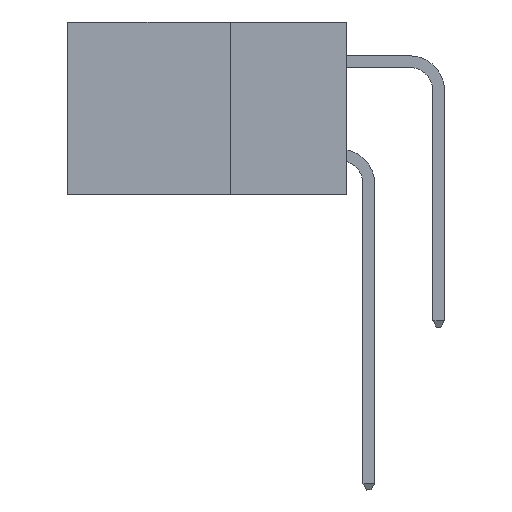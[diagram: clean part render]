
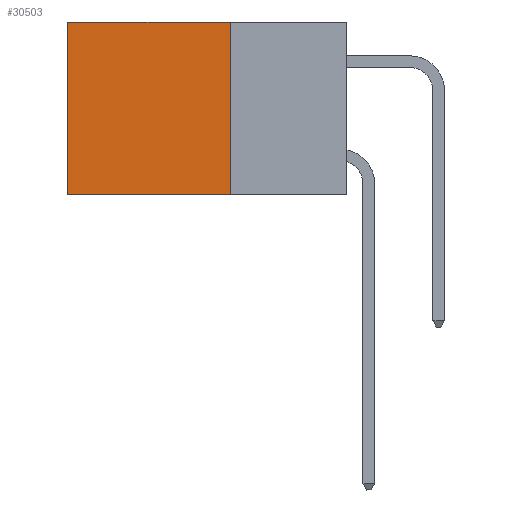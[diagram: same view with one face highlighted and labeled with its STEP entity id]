
A CAD part, left-side view. The second image highlights one B-rep face of the part: STEP entity #30503.
In plain terms, the highlighted planar face has unit normal (-1, 0, 0).
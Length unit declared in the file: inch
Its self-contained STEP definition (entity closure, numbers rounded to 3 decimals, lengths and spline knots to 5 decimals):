
#30 = EDGE_CURVE ( 'NONE', #21118, #27261, #3888, .T. ) ;
#137 = DIRECTION ( 'NONE',  ( 0., 0., -1. ) ) ;
#524 = VECTOR ( 'NONE', #17595, 39.37008 ) ;
#547 = VECTOR ( 'NONE', #22414, 39.37008 ) ;
#2233 = VECTOR ( 'NONE', #24637, 39.37008 ) ;
#2608 = ORIENTED_EDGE ( 'NONE', *, *, #33829, .T. ) ;
#3109 = PLANE ( 'NONE',  #13011 ) ;
#3888 = LINE ( 'NONE', #15941, #547 ) ;
#4738 = CARTESIAN_POINT ( 'NONE',  ( 0.2875, 0.25, -0.37 ) ) ;
#6203 = ORIENTED_EDGE ( 'NONE', *, *, #12514, .F. ) ;
#6587 = VERTEX_POINT ( 'NONE', #7902 ) ;
#7334 = CARTESIAN_POINT ( 'NONE',  ( 0.2875, 0.6, -0.37 ) ) ;
#7902 = CARTESIAN_POINT ( 'NONE',  ( 0.2875, 0.25, 0. ) ) ;
#8516 = LINE ( 'NONE', #26653, #524 ) ;
#9168 = ORIENTED_EDGE ( 'NONE', *, *, #38178, .F. ) ;
#11851 = CARTESIAN_POINT ( 'NONE',  ( 0.2875, 0.25, -0.37 ) ) ;
#12514 = EDGE_CURVE ( 'NONE', #24808, #27261, #15579, .T. ) ;
#13011 = AXIS2_PLACEMENT_3D ( 'NONE', #21426, #26772, #137 ) ;
#13320 = DIRECTION ( 'NONE',  ( 0., 0., -1. ) ) ;
#15579 = LINE ( 'NONE', #11851, #2233 ) ;
#15941 = CARTESIAN_POINT ( 'NONE',  ( 0.2875, 0.6, 0. ) ) ;
#17595 = DIRECTION ( 'NONE',  ( 0., 1., 0. ) ) ;
#19064 = CARTESIAN_POINT ( 'NONE',  ( 0.2875, 0.6, 0. ) ) ;
#21118 = VERTEX_POINT ( 'NONE', #19064 ) ;
#21426 = CARTESIAN_POINT ( 'NONE',  ( 0.2875, 0.25, 0. ) ) ;
#21452 = ORIENTED_EDGE ( 'NONE', *, *, #30, .T. ) ;
#22414 = DIRECTION ( 'NONE',  ( 0., 0., -1. ) ) ;
#23415 = VECTOR ( 'NONE', #13320, 39.37008 ) ;
#24637 = DIRECTION ( 'NONE',  ( 0., 1., 0. ) ) ;
#24808 = VERTEX_POINT ( 'NONE', #4738 ) ;
#25448 = EDGE_LOOP ( 'NONE', ( #21452, #6203, #9168, #2608 ) ) ;
#26653 = CARTESIAN_POINT ( 'NONE',  ( 0.2875, 0.25, 0. ) ) ;
#26772 = DIRECTION ( 'NONE',  ( 1., 0., 0. ) ) ;
#27261 = VERTEX_POINT ( 'NONE', #7334 ) ;
#27914 = LINE ( 'NONE', #37538, #23415 ) ;
#30503 = ADVANCED_FACE ( 'NONE', ( #32887 ), #3109, .F. ) ;
#32887 = FACE_OUTER_BOUND ( 'NONE', #25448, .T. ) ;
#33829 = EDGE_CURVE ( 'NONE', #6587, #21118, #8516, .T. ) ;
#37538 = CARTESIAN_POINT ( 'NONE',  ( 0.2875, 0.25, 0. ) ) ;
#38178 = EDGE_CURVE ( 'NONE', #6587, #24808, #27914, .T. ) ;
